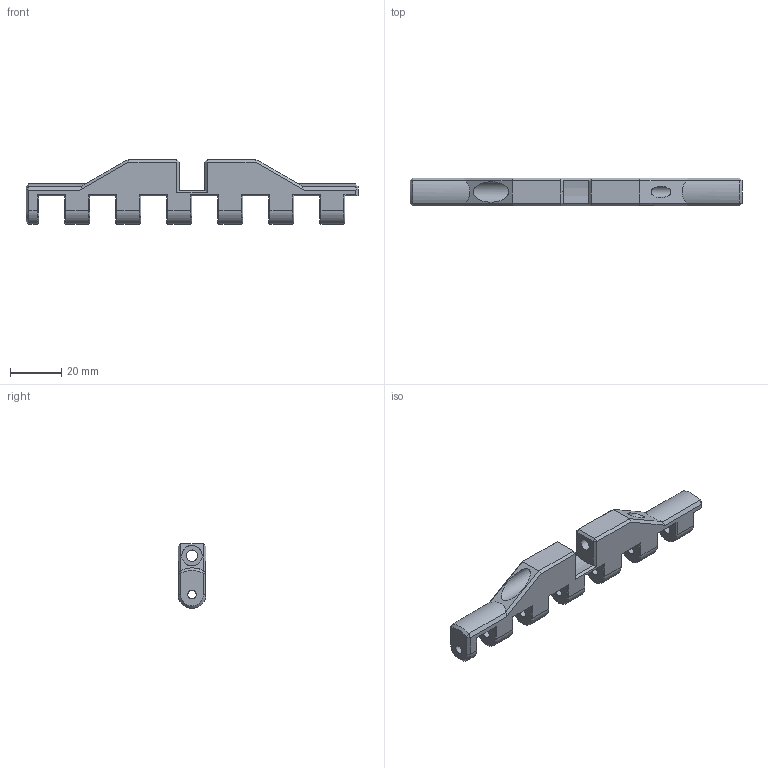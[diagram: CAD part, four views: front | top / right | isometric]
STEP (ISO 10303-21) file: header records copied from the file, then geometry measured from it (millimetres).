
FILE_DESCRIPTION(/* description */ (''),/* implementation_level */ '2;1');
FILE_NAME(/* name */ 'adaptateur_sangle_large.stp',/* time_stamp */ '2024-10-05T19:00:54+02:00',/* author */ ('Sebastien'),/* organization */ (''),/* preprocessor_version */ 'ST-DEVELOPER v20',/* originating_system */ 'Autodesk Inventor 2024',/* authorisation */ '');
FILE_SCHEMA (('AUTOMOTIVE_DESIGN { 1 0 10303 214 3 1 1 }'));
Length unit declared in the file: millimetre
Products named in the file (1): adaptateur_sangle_large
Bounding box: 130 x 10.9 x 25.45 mm (x, y, z)
Volume: 16705.1 mm3; surface area: 9101.7 mm2
Topology: 1 solids, 1 shells, 159 faces, 386 edges, 230 vertices
Faces by surface type: plane 110, cone 29, cylinder 20
Full cylindrical faces by diameter (mm): 3.3 x7, 4.5 x2, 8 x1
Entity records: 4770 total; most frequent: DIRECTION 792, CARTESIAN_POINT 784, ORIENTED_EDGE 772, EDGE_CURVE 386, LINE 292, VECTOR 292, AXIS2_PLACEMENT_3D 250, VERTEX_POINT 230
